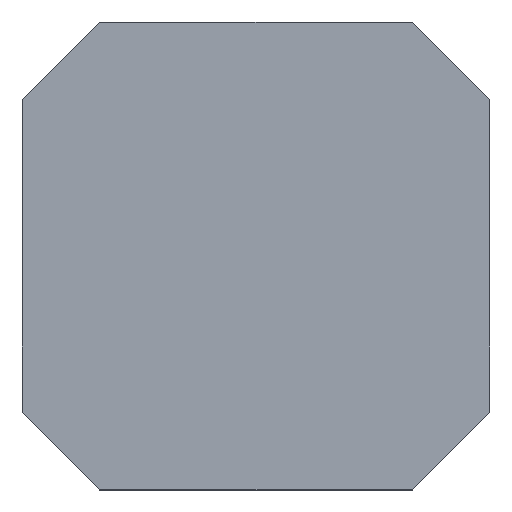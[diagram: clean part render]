
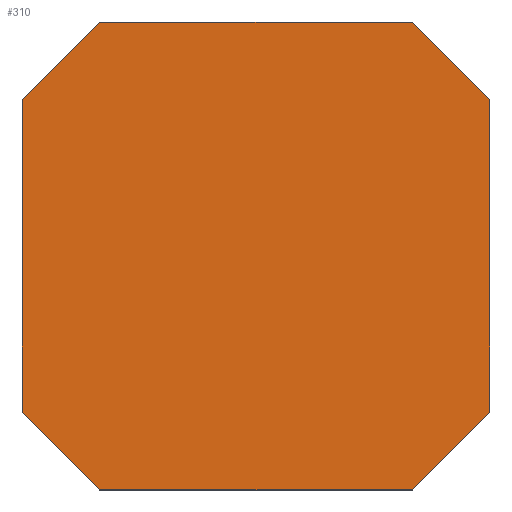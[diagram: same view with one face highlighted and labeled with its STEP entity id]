
A CAD part, top view. The second image highlights one B-rep face of the part: STEP entity #310.
In plain terms, the highlighted planar face has unit normal (0, 0, 1).
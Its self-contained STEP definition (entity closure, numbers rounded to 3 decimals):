
#62=CARTESIAN_POINT('',(-21.15,-14.15,24.0));
#63=VERTEX_POINT('',#62);
#70=CARTESIAN_POINT('',(-21.15,14.15,24.0));
#71=VERTEX_POINT('',#70);
#72=CARTESIAN_POINT('',(-21.15,14.15,24.0));
#73=DIRECTION('',(0.0,-1.0,0.0));
#74=VECTOR('',#73,28.3);
#75=LINE('',#72,#74);
#76=EDGE_CURVE('',#71,#63,#75,.T.);
#100=CARTESIAN_POINT('',(-14.15,-21.15,24.0));
#101=VERTEX_POINT('',#100);
#108=CARTESIAN_POINT('',(-21.15,-14.15,24.0));
#109=DIRECTION('',(0.707,-0.707,0.0));
#110=VECTOR('',#109,9.899);
#111=LINE('',#108,#110);
#112=EDGE_CURVE('',#63,#101,#111,.T.);
#131=CARTESIAN_POINT('',(14.15,-21.15,24.0));
#132=VERTEX_POINT('',#131);
#139=CARTESIAN_POINT('',(-14.15,-21.15,24.0));
#140=DIRECTION('',(1.0,0.0,-0.0));
#141=VECTOR('',#140,28.3);
#142=LINE('',#139,#141);
#143=EDGE_CURVE('',#101,#132,#142,.T.);
#162=CARTESIAN_POINT('',(21.15,-14.15,24.0));
#163=VERTEX_POINT('',#162);
#170=CARTESIAN_POINT('',(14.15,-21.15,24.0));
#171=DIRECTION('',(0.707,0.707,0.0));
#172=VECTOR('',#171,9.899);
#173=LINE('',#170,#172);
#174=EDGE_CURVE('',#132,#163,#173,.T.);
#193=CARTESIAN_POINT('',(21.15,14.15,24.0));
#194=VERTEX_POINT('',#193);
#201=CARTESIAN_POINT('',(21.15,-14.15,24.0));
#202=DIRECTION('',(0.,1.0,0.0));
#203=VECTOR('',#202,28.3);
#204=LINE('',#201,#203);
#205=EDGE_CURVE('',#163,#194,#204,.T.);
#224=CARTESIAN_POINT('',(14.15,21.15,24.0));
#225=VERTEX_POINT('',#224);
#232=CARTESIAN_POINT('',(21.15,14.15,24.0));
#233=DIRECTION('',(-0.707,0.707,0.0));
#234=VECTOR('',#233,9.899);
#235=LINE('',#232,#234);
#236=EDGE_CURVE('',#194,#225,#235,.T.);
#255=CARTESIAN_POINT('',(-14.15,21.15,24.0));
#256=VERTEX_POINT('',#255);
#263=CARTESIAN_POINT('',(14.15,21.15,24.0));
#264=DIRECTION('',(-1.0,0.0,0.0));
#265=VECTOR('',#264,28.3);
#266=LINE('',#263,#265);
#267=EDGE_CURVE('',#225,#256,#266,.T.);
#285=CARTESIAN_POINT('',(-14.15,21.15,24.0));
#286=DIRECTION('',(-0.707,-0.707,0.0));
#287=VECTOR('',#286,9.899);
#288=LINE('',#285,#287);
#289=EDGE_CURVE('',#256,#71,#288,.T.);
#295=CARTESIAN_POINT('',(0.0,0.0,24.0));
#296=DIRECTION('',(0.0,0.0,1.0));
#297=DIRECTION('',(1.0,0.0,-0.0));
#298=AXIS2_PLACEMENT_3D('',#295,#296,#297);
#299=PLANE('',#298);
#300=ORIENTED_EDGE('',*,*,#76,.T.);
#301=ORIENTED_EDGE('',*,*,#112,.T.);
#302=ORIENTED_EDGE('',*,*,#143,.T.);
#303=ORIENTED_EDGE('',*,*,#174,.T.);
#304=ORIENTED_EDGE('',*,*,#205,.T.);
#305=ORIENTED_EDGE('',*,*,#236,.T.);
#306=ORIENTED_EDGE('',*,*,#267,.T.);
#307=ORIENTED_EDGE('',*,*,#289,.T.);
#308=EDGE_LOOP('',(#300,#301,#302,#303,#304,#305,#306,#307));
#309=FACE_BOUND('',#308,.T.);
#310=ADVANCED_FACE('',(#309),#299,.T.);
